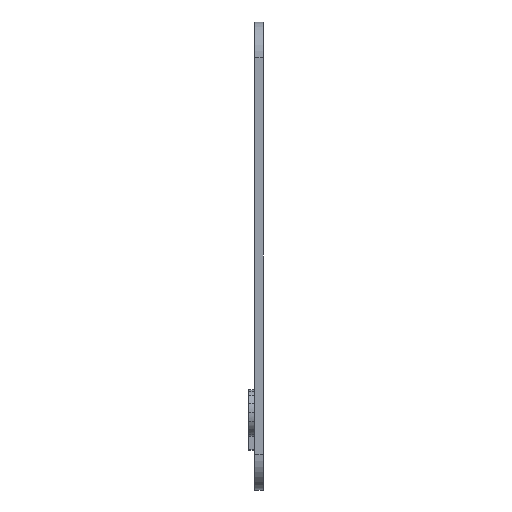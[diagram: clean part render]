
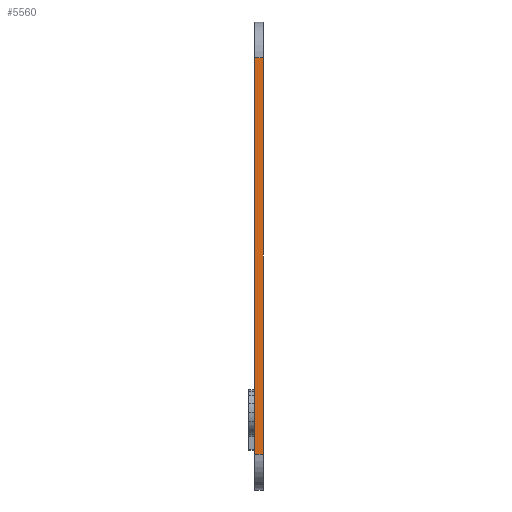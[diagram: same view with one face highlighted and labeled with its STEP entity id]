
A CAD part, left-side view. The second image highlights one B-rep face of the part: STEP entity #5560.
In plain terms, the highlighted planar face has unit normal (-1, 0, 0).
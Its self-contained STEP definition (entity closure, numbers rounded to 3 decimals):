
#1032=FACE_OUTER_BOUND('',#1357,.T.);
#1357=EDGE_LOOP('',(#5187,#5188,#5189,#5190));
#1416=LINE('',#7100,#1795);
#1661=LINE('',#11335,#2040);
#1693=LINE('',#11448,#2072);
#1694=LINE('',#11450,#2073);
#1795=VECTOR('',#5812,10.);
#2040=VECTOR('',#6167,10.);
#2072=VECTOR('',#6265,10.);
#2073=VECTOR('',#6268,10.);
#2196=VERTEX_POINT('',#7097);
#2197=VERTEX_POINT('',#7099);
#2631=VERTEX_POINT('',#11332);
#2632=VERTEX_POINT('',#11334);
#2793=EDGE_CURVE('',#2196,#2197,#1416,.T.);
#3419=EDGE_CURVE('',#2631,#2632,#1661,.T.);
#3477=EDGE_CURVE('',#2197,#2631,#1693,.T.);
#3478=EDGE_CURVE('',#2632,#2196,#1694,.T.);
#5187=ORIENTED_EDGE('',*,*,#3477,.F.);
#5188=ORIENTED_EDGE('',*,*,#2793,.F.);
#5189=ORIENTED_EDGE('',*,*,#3478,.F.);
#5190=ORIENTED_EDGE('',*,*,#3419,.F.);
#5267=PLANE('',#5725);
#5560=ADVANCED_FACE('',(#1032),#5267,.T.);
#5725=AXIS2_PLACEMENT_3D('',#11540,#6403,#6404);
#5812=DIRECTION('',(0.,0.,1.));
#6167=DIRECTION('',(0.,0.,-1.));
#6265=DIRECTION('',(0.,-1.,0.));
#6268=DIRECTION('',(0.,1.,0.));
#6403=DIRECTION('center_axis',(-1.,0.,0.));
#6404=DIRECTION('ref_axis',(0.,0.,1.));
#7097=CARTESIAN_POINT('',(-60.5,14.5,-54.5));
#7099=CARTESIAN_POINT('',(-60.5,14.5,12.5));
#7100=CARTESIAN_POINT('',(-60.5,14.5,18.5));
#11332=CARTESIAN_POINT('',(-60.5,13.,12.5));
#11334=CARTESIAN_POINT('',(-60.5,13.,-54.5));
#11335=CARTESIAN_POINT('',(-60.5,13.,18.5));
#11448=CARTESIAN_POINT('',(-60.5,13.,12.5));
#11450=CARTESIAN_POINT('',(-60.5,13.,-54.5));
#11540=CARTESIAN_POINT('Origin',(-60.5,13.,-60.5));
